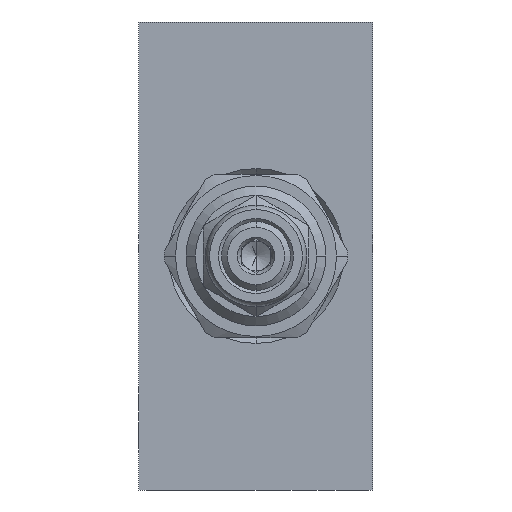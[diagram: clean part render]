
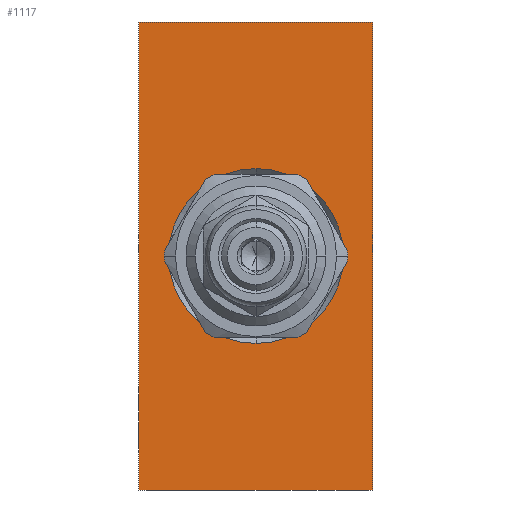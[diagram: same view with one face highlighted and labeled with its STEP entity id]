
A CAD part, front view. The second image highlights one B-rep face of the part: STEP entity #1117.
In plain terms, the highlighted planar face has unit normal (0, -1, 0).
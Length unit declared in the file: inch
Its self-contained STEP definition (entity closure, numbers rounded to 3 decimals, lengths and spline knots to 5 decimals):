
#5=DIRECTION('',(1.,0.,0.));
#6=VECTOR('',#5,1.25);
#7=CARTESIAN_POINT('',(0.,-3.,0.));
#8=LINE('',#7,#6);
#65=DIRECTION('',(0.,0.,1.));
#66=VECTOR('',#65,2.5);
#67=CARTESIAN_POINT('',(1.25,-3.,0.));
#68=LINE('',#67,#66);
#89=DIRECTION('',(0.,0.,1.));
#90=VECTOR('',#89,2.5);
#91=CARTESIAN_POINT('',(0.,-3.,0.));
#92=LINE('',#91,#90);
#93=CARTESIAN_POINT('',(0.625,-3.,1.25));
#94=DIRECTION('',(0.,1.,0.));
#95=DIRECTION('',(0.,0.,-1.));
#96=AXIS2_PLACEMENT_3D('',#93,#94,#95);
#98=CARTESIAN_POINT('',(0.625,-3.,1.25));
#99=DIRECTION('',(0.,1.,0.));
#100=DIRECTION('',(0.,0.,1.));
#101=AXIS2_PLACEMENT_3D('',#98,#99,#100);
#115=DIRECTION('',(1.,0.,0.));
#116=VECTOR('',#115,1.25);
#117=CARTESIAN_POINT('',(0.,-3.,2.5));
#118=LINE('',#117,#116);
#846=CARTESIAN_POINT('',(0.,-3.,0.));
#848=VERTEX_POINT('',#846);
#849=CARTESIAN_POINT('',(1.25,-3.,0.));
#850=VERTEX_POINT('',#849);
#854=CARTESIAN_POINT('',(0.,-3.,2.5));
#856=VERTEX_POINT('',#854);
#857=CARTESIAN_POINT('',(1.25,-3.,2.5));
#858=VERTEX_POINT('',#857);
#923=CARTESIAN_POINT('',(0.625,-3.,1.717));
#924=VERTEX_POINT('',#923);
#929=CARTESIAN_POINT('',(0.625,-3.,0.783));
#930=VERTEX_POINT('',#929);
#1099=CARTESIAN_POINT('',(0.,-3.,0.));
#1100=DIRECTION('',(0.,-1.,0.));
#1101=DIRECTION('',(1.,0.,0.));
#1102=AXIS2_PLACEMENT_3D('',#1099,#1100,#1101);
#1103=PLANE('',#1102);
#1104=ORIENTED_EDGE('',*,*,#1011,.F.);
#1105=ORIENTED_EDGE('',*,*,#1036,.T.);
#1107=ORIENTED_EDGE('',*,*,#1106,.T.);
#1108=ORIENTED_EDGE('',*,*,#1079,.F.);
#1109=EDGE_LOOP('',(#1104,#1105,#1107,#1108));
#1110=FACE_OUTER_BOUND('',#1109,.F.);
#1112=ORIENTED_EDGE('',*,*,#1111,.F.);
#1114=ORIENTED_EDGE('',*,*,#1113,.F.);
#1115=EDGE_LOOP('',(#1112,#1114));
#1116=FACE_BOUND('',#1115,.F.);
#1117=ADVANCED_FACE('',(#1110,#1116),#1103,.T.);
#97=CIRCLE('',#96,0.467);
#102=CIRCLE('',#101,0.467);
#1011=EDGE_CURVE('',#848,#850,#8,.T.);
#1036=EDGE_CURVE('',#848,#856,#92,.T.);
#1079=EDGE_CURVE('',#850,#858,#68,.T.);
#1106=EDGE_CURVE('',#856,#858,#118,.T.);
#1111=EDGE_CURVE('',#930,#924,#97,.T.);
#1113=EDGE_CURVE('',#924,#930,#102,.T.);
